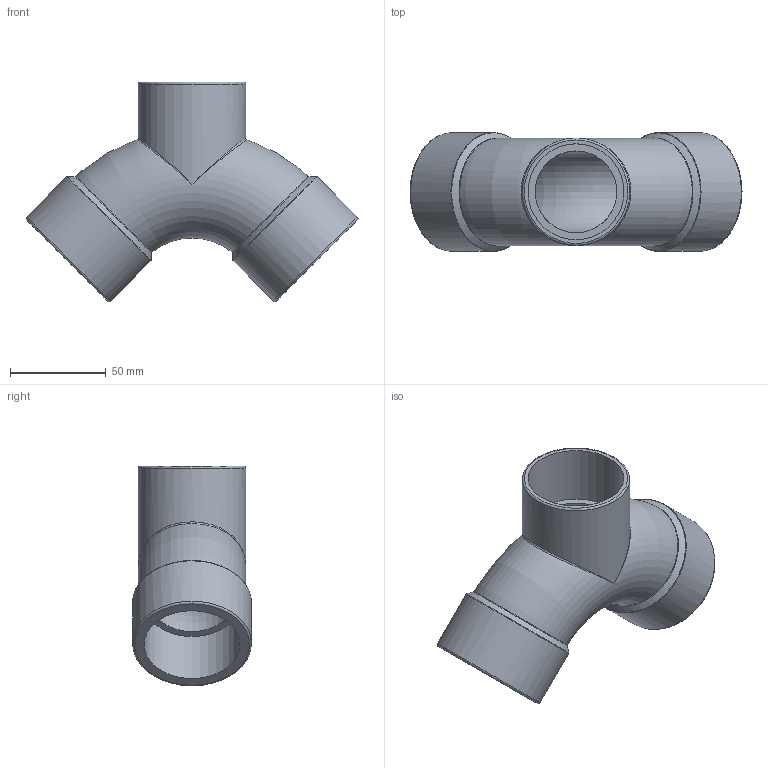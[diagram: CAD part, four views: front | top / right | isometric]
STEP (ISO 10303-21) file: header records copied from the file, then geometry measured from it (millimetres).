
FILE_DESCRIPTION(/* description */ ('PVC 45° Bend Wye, Ø50, PN16'),/* implementation_level */ '2;1');
FILE_NAME(/* name */ 'YGIV-050',/* time_stamp */ '2022-07-06T16:27:16+02:00',/* author */ ('COAB Solutions'),/* organization */ ('GPA Flowsystem'),/* preprocessor_version */ 'ST-DEVELOPER v18.1',/* originating_system */ 'www.coabsolutions.com',/* authorisation */ '');
FILE_SCHEMA (('AUTOMOTIVE_DESIGN { 1 0 10303 214 3 1 1 }'));
Length unit declared in the file: millimetre
Products named in the file (1): YGIV-050
Bounding box: 173.11 x 62.01 x 114.56 mm (x, y, z)
Volume: 174047.1 mm3; surface area: 63833.8 mm2
Topology: 1 solids, 1 shells, 26 faces, 64 edges, 40 vertices
Faces by surface type: bspline 8, cylinder 7, plane 6, torus 5
Full cylindrical faces by diameter (mm): 42.6 x1, 50 x3, 56 x1, 62 x2
Entity records: 2110 total; most frequent: CARTESIAN_POINT 1513, ORIENTED_EDGE 120, DIRECTION 99, EDGE_CURVE 60, AXIS2_PLACEMENT_3D 46, VERTEX_POINT 40, EDGE_LOOP 34, CIRCLE 27
